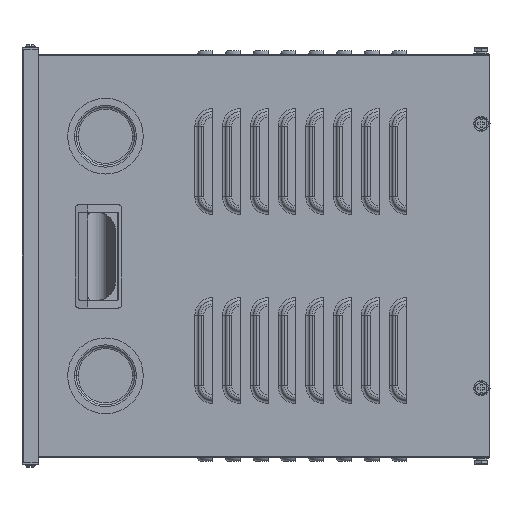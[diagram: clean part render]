
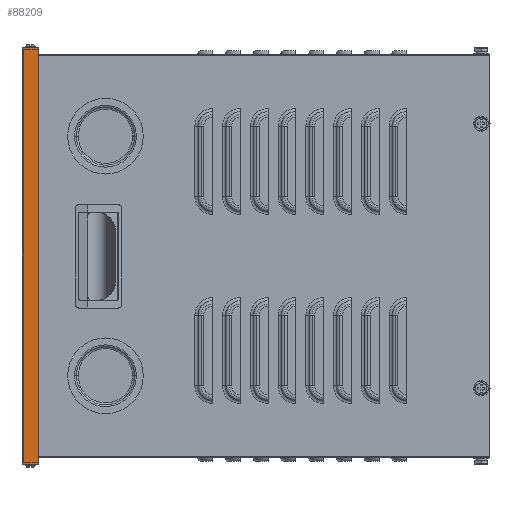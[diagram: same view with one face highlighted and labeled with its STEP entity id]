
A CAD part, left-side view. The second image highlights one B-rep face of the part: STEP entity #88209.
In plain terms, the highlighted planar face has unit normal (-1, 0, 0).
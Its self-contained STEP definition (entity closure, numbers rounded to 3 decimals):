
#87979=DIRECTION('',(0.,-1.,0.));
#87980=VECTOR('',#87979,330.);
#87981=CARTESIAN_POINT('',(-225.,165.,0.));
#87982=LINE('',#87981,#87980);
#87995=DIRECTION('',(0.,0.,1.));
#87996=VECTOR('',#87995,13.);
#87997=CARTESIAN_POINT('',(-225.,165.,0.));
#87998=LINE('',#87997,#87996);
#88017=DIRECTION('',(0.,0.,1.));
#88018=VECTOR('',#88017,13.);
#88019=CARTESIAN_POINT('',(-225.,-165.,0.));
#88020=LINE('',#88019,#88018);
#88031=DIRECTION('',(0.,-1.,0.));
#88032=VECTOR('',#88031,330.);
#88033=CARTESIAN_POINT('',(-225.,165.,13.));
#88034=LINE('',#88033,#88032);
#88131=CARTESIAN_POINT('',(-225.,165.,0.));
#88132=CARTESIAN_POINT('',(-225.,-165.,0.));
#88133=VERTEX_POINT('',#88131);
#88134=VERTEX_POINT('',#88132);
#88139=CARTESIAN_POINT('',(-225.,165.,13.));
#88140=CARTESIAN_POINT('',(-225.,-165.,13.));
#88141=VERTEX_POINT('',#88139);
#88142=VERTEX_POINT('',#88140);
#88195=CARTESIAN_POINT('',(-225.,165.,0.));
#88196=DIRECTION('',(-1.,0.,0.));
#88197=DIRECTION('',(0.,-1.,0.));
#88198=AXIS2_PLACEMENT_3D('',#88195,#88196,#88197);
#88199=PLANE('',#88198);
#88200=ORIENTED_EDGE('',*,*,#88184,.F.);
#88202=ORIENTED_EDGE('',*,*,#88201,.T.);
#88204=ORIENTED_EDGE('',*,*,#88203,.T.);
#88206=ORIENTED_EDGE('',*,*,#88205,.F.);
#88207=EDGE_LOOP('',(#88200,#88202,#88204,#88206));
#88208=FACE_OUTER_BOUND('',#88207,.F.);
#88184=EDGE_CURVE('',#88133,#88134,#87982,.T.);
#88201=EDGE_CURVE('',#88133,#88141,#87998,.T.);
#88203=EDGE_CURVE('',#88141,#88142,#88034,.T.);
#88205=EDGE_CURVE('',#88134,#88142,#88020,.T.);
#88209=ADVANCED_FACE('',(#88208),#88199,.T.);
